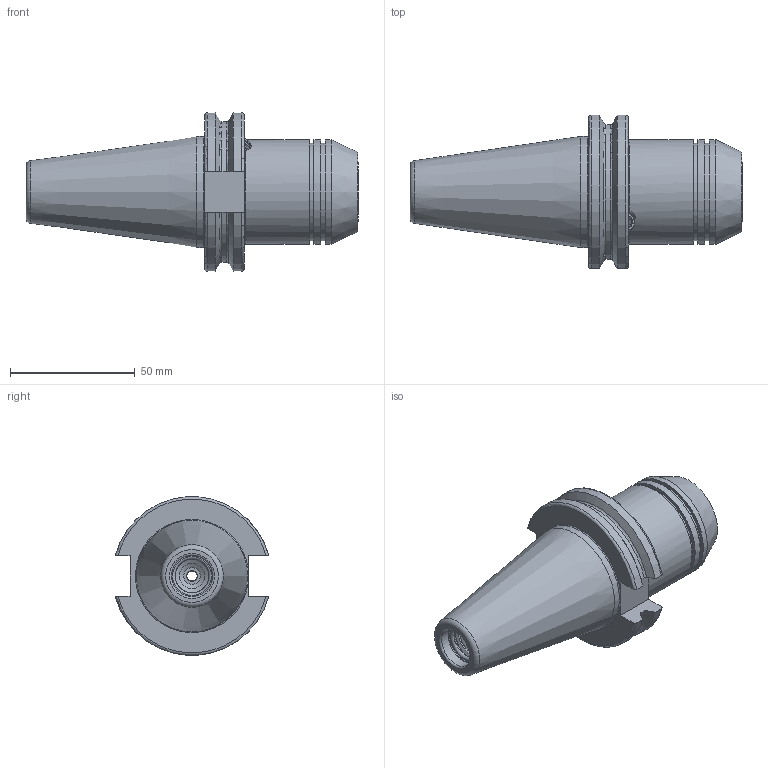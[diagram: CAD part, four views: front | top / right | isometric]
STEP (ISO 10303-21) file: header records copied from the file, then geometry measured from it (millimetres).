
FILE_DESCRIPTION(/* description */ (''),/* implementation_level */ '2;1');
FILE_NAME(/* name */ 'CAT40-HC050-0254 v6.step',/* time_stamp */ '2021-11-03T14:37:02-05:00',/* author */ (''),/* organization */ (''),/* preprocessor_version */ 'ST-DEVELOPER v18.1',/* originating_system */ 'Autodesk Translation Framework v10.10.0.1391',/* authorisation */ '');
FILE_SCHEMA (('AUTOMOTIVE_DESIGN { 1 0 10303 214 3 1 1 }'));
Length unit declared in the file: millimetre
Products named in the file (5): CAT40-HC050-0254; 92605A721_STAINLESS STEEL FLAT-TIP SET SCREW; Component2; Component3; Component5
Assembly tree (4 placements, depth 2):
  CAT40-HC050-0254
    92605A721_STAINLESS STEEL FLAT-TIP SET SCREW
    Component2
    Component3
    Component5
Bounding box: 132.83 x 61.4 x 63.31 mm (x, y, z)
Volume: 154550.2 mm3; surface area: 35950.8 mm2
Topology: 6 solids, 6 shells, 176 faces, 398 edges, 255 vertices
Faces by surface type: cylinder 68, plane 68, cone 21, torus 15, bspline 4
Full cylindrical faces by diameter (mm): 2.529 x1, 4.5 x1, 5 x1, 6.376 x3, 6.5 x2, 6.779 x2, 7.866 x1, 8 x3, 8.5 x1, 10 x2, 12.7 x2, 13.541 x10, 14.3 x2, 15.5 x1, 15.875 x9, 16.3 x1, 16.7 x3, 16.8 x1, 24 x2, 39 x2, 42 x3, 44.45 x1
Entity records: 8595 total; most frequent: CARTESIAN_POINT 4606, DIRECTION 797, ORIENTED_EDGE 792, EDGE_CURVE 396, AXIS2_PLACEMENT_3D 329, VERTEX_POINT 255, EDGE_LOOP 209, FACE_OUTER_BOUND 176
